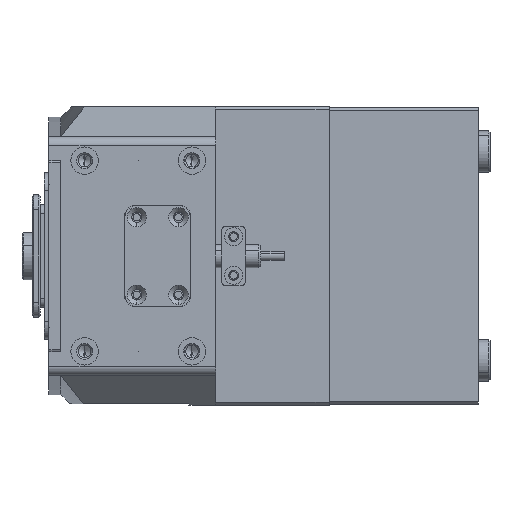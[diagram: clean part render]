
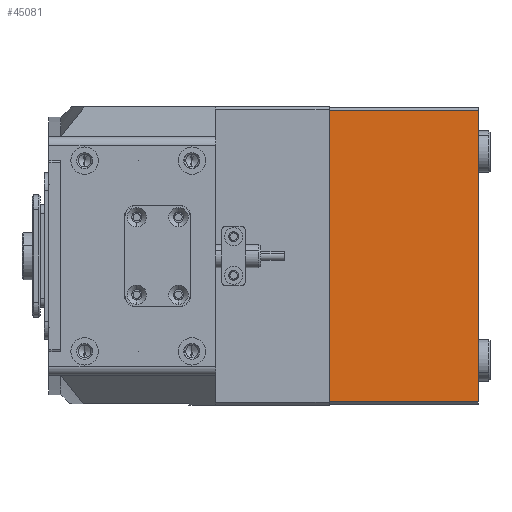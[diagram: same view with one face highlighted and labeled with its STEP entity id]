
A CAD part, left-side view. The second image highlights one B-rep face of the part: STEP entity #45081.
In plain terms, the highlighted planar face has unit normal (-1, 0, 0).
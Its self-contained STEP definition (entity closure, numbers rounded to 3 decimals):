
#2649 = EDGE_CURVE ( 'NONE', #2833, #2715, #27489, .T. ) ;
#2715 = VERTEX_POINT ( 'NONE', #21067 ) ;
#2833 = VERTEX_POINT ( 'NONE', #29712 ) ;
#6601 = DIRECTION ( 'NONE',  ( 1., 0., 0. ) ) ;
#6779 = CARTESIAN_POINT ( 'NONE',  ( -78., 49.9, -50. ) ) ;
#9758 = LINE ( 'NONE', #6779, #28392 ) ;
#10021 = EDGE_CURVE ( 'NONE', #2715, #17746, #24174, .T. ) ;
#10642 = EDGE_LOOP ( 'NONE', ( #20642, #17248, #33504, #28373 ) ) ;
#16007 = CARTESIAN_POINT ( 'NONE',  ( -78., 49.9, 0. ) ) ;
#17248 = ORIENTED_EDGE ( 'NONE', *, *, #10021, .T. ) ;
#17746 = VERTEX_POINT ( 'NONE', #42799 ) ;
#18723 = CARTESIAN_POINT ( 'NONE',  ( -78., -48.9, -50. ) ) ;
#19391 = AXIS2_PLACEMENT_3D ( 'NONE', #38139, #6601, #38464 ) ;
#20642 = ORIENTED_EDGE ( 'NONE', *, *, #2649, .T. ) ;
#20863 = VECTOR ( 'NONE', #37204, 1000. ) ;
#21067 = CARTESIAN_POINT ( 'NONE',  ( -78., 48.9, 0. ) ) ;
#22548 = VERTEX_POINT ( 'NONE', #18723 ) ;
#24174 = LINE ( 'NONE', #43948, #49608 ) ;
#26410 = LINE ( 'NONE', #48170, #20863 ) ;
#26490 = EDGE_CURVE ( 'NONE', #22548, #2833, #26410, .T. ) ;
#27489 = LINE ( 'NONE', #16007, #40488 ) ;
#28373 = ORIENTED_EDGE ( 'NONE', *, *, #26490, .T. ) ;
#28392 = VECTOR ( 'NONE', #41805, 1000. ) ;
#29300 = FACE_OUTER_BOUND ( 'NONE', #10642, .T. ) ;
#29712 = CARTESIAN_POINT ( 'NONE',  ( -78., -48.9, 0. ) ) ;
#33504 = ORIENTED_EDGE ( 'NONE', *, *, #47718, .F. ) ;
#37204 = DIRECTION ( 'NONE',  ( 0., 0., 1. ) ) ;
#38139 = CARTESIAN_POINT ( 'NONE',  ( -78., 49.9, -50. ) ) ;
#38464 = DIRECTION ( 'NONE',  ( 0., 1., 0. ) ) ;
#40488 = VECTOR ( 'NONE', #43942, 1000. ) ;
#41805 = DIRECTION ( 'NONE',  ( 0., 1., 0. ) ) ;
#42799 = CARTESIAN_POINT ( 'NONE',  ( -78., 48.9, -50. ) ) ;
#43942 = DIRECTION ( 'NONE',  ( 0., 1., 0. ) ) ;
#43948 = CARTESIAN_POINT ( 'NONE',  ( -78., 48.9, -50. ) ) ;
#45081 = ADVANCED_FACE ( 'NONE', ( #29300 ), #49796, .F. ) ;
#47718 = EDGE_CURVE ( 'NONE', #22548, #17746, #9758, .T. ) ;
#48170 = CARTESIAN_POINT ( 'NONE',  ( -78., -48.9, -50. ) ) ;
#49608 = VECTOR ( 'NONE', #51257, 1000. ) ;
#49796 = PLANE ( 'NONE',  #19391 ) ;
#51257 = DIRECTION ( 'NONE',  ( 0., 0., -1. ) ) ;
